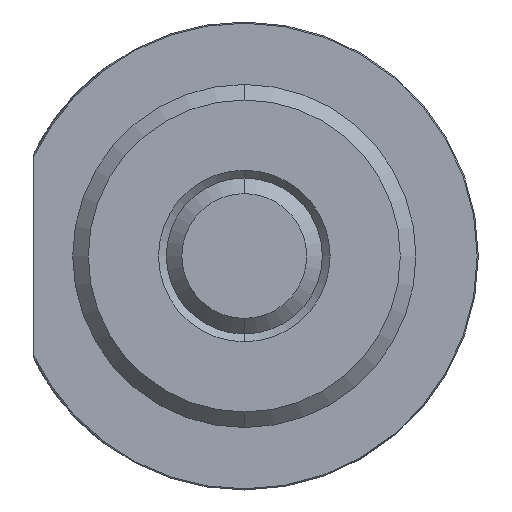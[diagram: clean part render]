
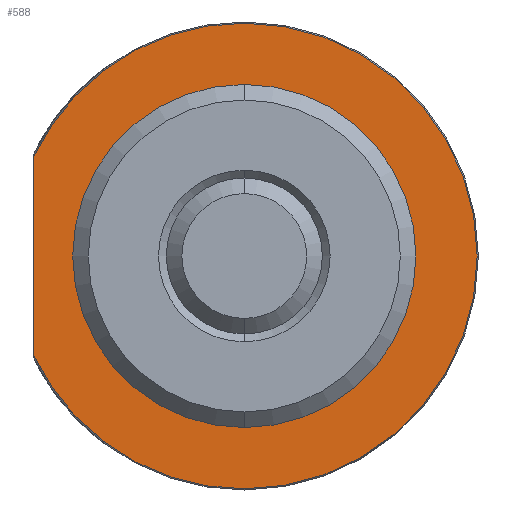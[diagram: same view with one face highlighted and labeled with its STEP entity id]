
A CAD part, left-side view. The second image highlights one B-rep face of the part: STEP entity #588.
In plain terms, the highlighted planar face has unit normal (-1, 0, 0).
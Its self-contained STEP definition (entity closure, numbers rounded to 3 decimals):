
#290 = CIRCLE ( 'NONE', #954, 14.927 ) ;
#419 = EDGE_CURVE ( 'NONE', #1562, #1561, #1266, .T. ) ;
#588 = ADVANCED_FACE ( 'NONE', ( #1369, #1379 ), #1908, .F. ) ;
#667 = CIRCLE ( 'NONE', #873, 14.927 ) ;
#671 = CIRCLE ( 'NONE', #899, 11. ) ;
#684 = EDGE_CURVE ( 'NONE', #1557, #1554, #671, .T. ) ;
#687 = EDGE_CURVE ( 'NONE', #1592, #1596, #667, .T. ) ;
#712 = EDGE_CURVE ( 'NONE', #1554, #1557, #2752, .T. ) ;
#719 = EDGE_CURVE ( 'NONE', #1596, #1562, #2763, .T. ) ;
#766 = EDGE_CURVE ( 'NONE', #1561, #1592, #290, .T. ) ;
#771 = AXIS2_PLACEMENT_3D ( 'NONE', #1662, #1663, #1664 ) ;
#828 = AXIS2_PLACEMENT_3D ( 'NONE', #1907, #1909, #1910 ) ;
#873 = AXIS2_PLACEMENT_3D ( 'NONE', #2238, #2243, #2244 ) ;
#899 = AXIS2_PLACEMENT_3D ( 'NONE', #2231, #2232, #2233 ) ;
#926 = AXIS2_PLACEMENT_3D ( 'NONE', #2299, #2300, #2301 ) ;
#954 = AXIS2_PLACEMENT_3D ( 'NONE', #2476, #2485, #2486 ) ;
#1170 = EDGE_LOOP ( 'NONE', ( #3069, #3183, #3185, #3169 ) ) ;
#1173 = EDGE_LOOP ( 'NONE', ( #3062, #3056 ) ) ;
#1266 = CIRCLE ( 'NONE', #771, 14.927 ) ;
#1369 = FACE_OUTER_BOUND ( 'NONE', #1170, .T. ) ;
#1379 = FACE_BOUND ( 'NONE', #1173, .T. ) ;
#1554 = VERTEX_POINT ( 'NONE', #2517 ) ;
#1557 = VERTEX_POINT ( 'NONE', #2520 ) ;
#1561 = VERTEX_POINT ( 'NONE', #2524 ) ;
#1562 = VERTEX_POINT ( 'NONE', #2525 ) ;
#1592 = VERTEX_POINT ( 'NONE', #2555 ) ;
#1596 = VERTEX_POINT ( 'NONE', #2559 ) ;
#1662 = CARTESIAN_POINT ( 'NONE',  ( 22., 0., 0. ) ) ;
#1663 = DIRECTION ( 'NONE',  ( -1., 0., 0. ) ) ;
#1664 = DIRECTION ( 'NONE',  ( 0., 0., -1. ) ) ;
#1907 = CARTESIAN_POINT ( 'NONE',  ( 22., 11., 0. ) ) ;
#1908 = PLANE ( 'NONE',  #828 ) ;
#1909 = DIRECTION ( 'NONE',  ( 1., 0., 0. ) ) ;
#1910 = DIRECTION ( 'NONE',  ( 0., 0., -1. ) ) ;
#2231 = CARTESIAN_POINT ( 'NONE',  ( 22., 0., 0. ) ) ;
#2232 = DIRECTION ( 'NONE',  ( -1., 0., 0. ) ) ;
#2233 = DIRECTION ( 'NONE',  ( 0., 0., 1. ) ) ;
#2238 = CARTESIAN_POINT ( 'NONE',  ( 22., 0., 0. ) ) ;
#2243 = DIRECTION ( 'NONE',  ( -1., 0., 0. ) ) ;
#2244 = DIRECTION ( 'NONE',  ( 0., 0., -1. ) ) ;
#2299 = CARTESIAN_POINT ( 'NONE',  ( 22., 0., 0. ) ) ;
#2300 = DIRECTION ( 'NONE',  ( -1., 0., 0. ) ) ;
#2301 = DIRECTION ( 'NONE',  ( 0., 0., 1. ) ) ;
#2318 = CARTESIAN_POINT ( 'NONE',  ( 22., 13.5, 0. ) ) ;
#2319 = DIRECTION ( 'NONE',  ( 0., 0., -1. ) ) ;
#2476 = CARTESIAN_POINT ( 'NONE',  ( 22., 0., 0. ) ) ;
#2485 = DIRECTION ( 'NONE',  ( -1., 0., 0. ) ) ;
#2486 = DIRECTION ( 'NONE',  ( 0., 0., -1. ) ) ;
#2517 = CARTESIAN_POINT ( 'NONE',  ( 22., 0., 11. ) ) ;
#2520 = CARTESIAN_POINT ( 'NONE',  ( 22., 0., -11. ) ) ;
#2524 = CARTESIAN_POINT ( 'NONE',  ( 22., 0., -14.927 ) ) ;
#2525 = CARTESIAN_POINT ( 'NONE',  ( 22., 13.5, -6.37 ) ) ;
#2555 = CARTESIAN_POINT ( 'NONE',  ( 22., 0., 14.927 ) ) ;
#2559 = CARTESIAN_POINT ( 'NONE',  ( 22., 13.5, 6.37 ) ) ;
#2752 = CIRCLE ( 'NONE', #926, 11. ) ;
#2763 = LINE ( 'NONE', #2318, #2770 ) ;
#2770 = VECTOR ( 'NONE', #2319, 1000. ) ;
#3056 = ORIENTED_EDGE ( 'NONE', *, *, #684, .F. ) ;
#3062 = ORIENTED_EDGE ( 'NONE', *, *, #712, .F. ) ;
#3069 = ORIENTED_EDGE ( 'NONE', *, *, #419, .T. ) ;
#3169 = ORIENTED_EDGE ( 'NONE', *, *, #719, .T. ) ;
#3183 = ORIENTED_EDGE ( 'NONE', *, *, #766, .T. ) ;
#3185 = ORIENTED_EDGE ( 'NONE', *, *, #687, .T. ) ;
